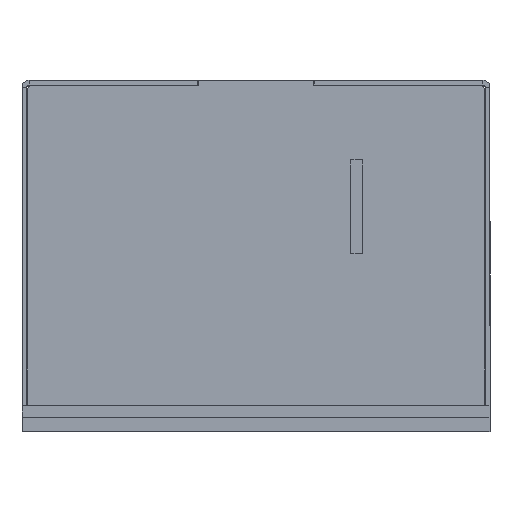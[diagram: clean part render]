
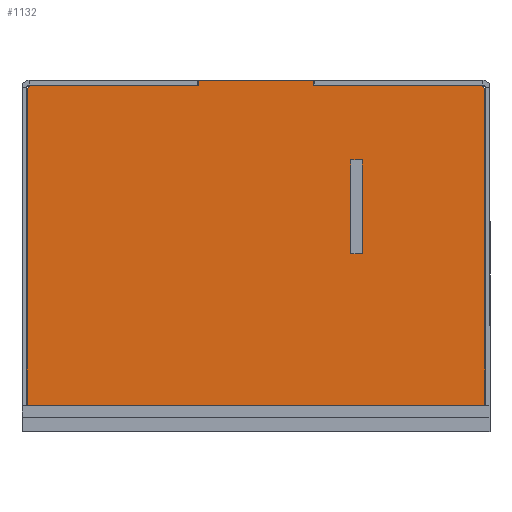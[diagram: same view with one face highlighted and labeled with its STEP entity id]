
A CAD part, top view. The second image highlights one B-rep face of the part: STEP entity #1132.
In plain terms, the highlighted face is planar.
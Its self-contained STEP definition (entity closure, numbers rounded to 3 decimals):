
#146 = FACE_BOUND ( 'NONE', #4274, .T. ) ;
#150 = FACE_OUTER_BOUND ( 'NONE', #4314, .T. ) ;
#886 = VECTOR ( 'NONE', #5254, 1000. ) ;
#888 = VECTOR ( 'NONE', #5256, 1000. ) ;
#889 = LINE ( 'NONE', #5255, #886 ) ;
#890 = VECTOR ( 'NONE', #5258, 1000. ) ;
#892 = VECTOR ( 'NONE', #4892, 1000. ) ;
#893 = LINE ( 'NONE', #5265, #888 ) ;
#894 = LINE ( 'NONE', #4894, #892 ) ;
#895 = VECTOR ( 'NONE', #5266, 1000. ) ;
#896 = CIRCLE ( 'NONE', #3060, 2. ) ;
#897 = VECTOR ( 'NONE', #5268, 1000. ) ;
#898 = LINE ( 'NONE', #5267, #895 ) ;
#899 = VECTOR ( 'NONE', #3670, 1000. ) ;
#900 = LINE ( 'NONE', #3685, #897 ) ;
#901 = VECTOR ( 'NONE', #3625, 1000. ) ;
#902 = LINE ( 'NONE', #3640, #899 ) ;
#903 = VECTOR ( 'NONE', #4935, 1000. ) ;
#904 = LINE ( 'NONE', #5269, #901 ) ;
#905 = LINE ( 'NONE', #4921, #903 ) ;
#906 = VECTOR ( 'NONE', #4899, 1000. ) ;
#907 = CIRCLE ( 'NONE', #3059, 2. ) ;
#908 = LINE ( 'NONE', #4904, #906 ) ;
#909 = VECTOR ( 'NONE', #4910, 1000. ) ;
#910 = LINE ( 'NONE', #4908, #911 ) ;
#911 = VECTOR ( 'NONE', #5072, 1000. ) ;
#924 = LINE ( 'NONE', #4926, #909 ) ;
#932 = LINE ( 'NONE', #5263, #890 ) ;
#1132 = ADVANCED_FACE ( 'NONE', ( #150, #146 ), #2512, .F. ) ;
#1243 = VERTEX_POINT ( 'NONE', #2469 ) ;
#1284 = VERTEX_POINT ( 'NONE', #2439 ) ;
#1302 = VERTEX_POINT ( 'NONE', #2419 ) ;
#1303 = VERTEX_POINT ( 'NONE', #2417 ) ;
#1308 = VERTEX_POINT ( 'NONE', #2410 ) ;
#1323 = VERTEX_POINT ( 'NONE', #2390 ) ;
#1330 = VERTEX_POINT ( 'NONE', #2381 ) ;
#1337 = VERTEX_POINT ( 'NONE', #2373 ) ;
#1364 = VERTEX_POINT ( 'NONE', #2347 ) ;
#1366 = ORIENTED_EDGE ( 'NONE', *, *, #3451, .T. ) ;
#1444 = VERTEX_POINT ( 'NONE', #2336 ) ;
#1482 = VERTEX_POINT ( 'NONE', #2332 ) ;
#1532 = ORIENTED_EDGE ( 'NONE', *, *, #3454, .T. ) ;
#1548 = ORIENTED_EDGE ( 'NONE', *, *, #3456, .T. ) ;
#1554 = ORIENTED_EDGE ( 'NONE', *, *, #3453, .T. ) ;
#1565 = VERTEX_POINT ( 'NONE', #2313 ) ;
#1575 = ORIENTED_EDGE ( 'NONE', *, *, #3455, .T. ) ;
#1599 = ORIENTED_EDGE ( 'NONE', *, *, #3450, .T. ) ;
#1607 = VERTEX_POINT ( 'NONE', #2308 ) ;
#1622 = ORIENTED_EDGE ( 'NONE', *, *, #3462, .F. ) ;
#1631 = ORIENTED_EDGE ( 'NONE', *, *, #3458, .T. ) ;
#1632 = ORIENTED_EDGE ( 'NONE', *, *, #3452, .T. ) ;
#1676 = VERTEX_POINT ( 'NONE', #2293 ) ;
#1690 = ORIENTED_EDGE ( 'NONE', *, *, #3457, .T. ) ;
#1692 = ORIENTED_EDGE ( 'NONE', *, *, #3459, .T. ) ;
#1696 = ORIENTED_EDGE ( 'NONE', *, *, #3463, .F. ) ;
#1703 = ORIENTED_EDGE ( 'NONE', *, *, #3461, .F. ) ;
#1726 = ORIENTED_EDGE ( 'NONE', *, *, #3460, .F. ) ;
#2293 = CARTESIAN_POINT ( 'NONE',  ( 138.25, 2., -64.75 ) ) ;
#2308 = CARTESIAN_POINT ( 'NONE',  ( 0., 2., 0. ) ) ;
#2313 = CARTESIAN_POINT ( 'NONE',  ( 122.5, 2., -136.5 ) ) ;
#2332 = CARTESIAN_POINT ( 'NONE',  ( 143.25, 2., -64.75 ) ) ;
#2336 = CARTESIAN_POINT ( 'NONE',  ( 138.25, 2., -104.75 ) ) ;
#2347 = CARTESIAN_POINT ( 'NONE',  ( 122.5, 2., -138.75 ) ) ;
#2373 = CARTESIAN_POINT ( 'NONE',  ( 73., 2., -136.5 ) ) ;
#2381 = CARTESIAN_POINT ( 'NONE',  ( 195.5, 2., 0. ) ) ;
#2390 = CARTESIAN_POINT ( 'NONE',  ( 193.5, 2., -136.5 ) ) ;
#2410 = CARTESIAN_POINT ( 'NONE',  ( 73., 2., -138.75 ) ) ;
#2417 = CARTESIAN_POINT ( 'NONE',  ( 195.5, 2., -134.5 ) ) ;
#2419 = CARTESIAN_POINT ( 'NONE',  ( 143.25, 2., -104.75 ) ) ;
#2439 = CARTESIAN_POINT ( 'NONE',  ( 2., 2., -136.5 ) ) ;
#2469 = CARTESIAN_POINT ( 'NONE',  ( 0., 2., -134.5 ) ) ;
#2503 = DIRECTION ( 'NONE',  ( 0., 0., -1. ) ) ;
#2504 = DIRECTION ( 'NONE',  ( 0., -1., 0. ) ) ;
#2512 = PLANE ( 'NONE',  #3017 ) ;
#2514 = CARTESIAN_POINT ( 'NONE',  ( 2., 2., -134.5 ) ) ;
#3017 = AXIS2_PLACEMENT_3D ( 'NONE', #2514, #2504, #2503 ) ;
#3059 = AXIS2_PLACEMENT_3D ( 'NONE', #4891, #4890, #4907 ) ;
#3060 = AXIS2_PLACEMENT_3D ( 'NONE', #5262, #5261, #5259 ) ;
#3450 = EDGE_CURVE ( 'NONE', #1607, #1330, #924, .T. ) ;
#3451 = EDGE_CURVE ( 'NONE', #1243, #1607, #910, .T. ) ;
#3452 = EDGE_CURVE ( 'NONE', #1330, #1303, #908, .T. ) ;
#3453 = EDGE_CURVE ( 'NONE', #1303, #1323, #907, .T. ) ;
#3454 = EDGE_CURVE ( 'NONE', #1323, #1565, #905, .T. ) ;
#3455 = EDGE_CURVE ( 'NONE', #1565, #1364, #904, .T. ) ;
#3456 = EDGE_CURVE ( 'NONE', #1364, #1308, #902, .T. ) ;
#3457 = EDGE_CURVE ( 'NONE', #1308, #1337, #900, .T. ) ;
#3458 = EDGE_CURVE ( 'NONE', #1337, #1284, #898, .T. ) ;
#3459 = EDGE_CURVE ( 'NONE', #1284, #1243, #896, .T. ) ;
#3460 = EDGE_CURVE ( 'NONE', #1444, #1676, #894, .T. ) ;
#3461 = EDGE_CURVE ( 'NONE', #1302, #1444, #932, .T. ) ;
#3462 = EDGE_CURVE ( 'NONE', #1482, #1302, #893, .T. ) ;
#3463 = EDGE_CURVE ( 'NONE', #1676, #1482, #889, .T. ) ;
#3625 = DIRECTION ( 'NONE',  ( 0., 0., -1. ) ) ;
#3640 = CARTESIAN_POINT ( 'NONE',  ( 73., 2., -138.75 ) ) ;
#3670 = DIRECTION ( 'NONE',  ( -1., 0., 0. ) ) ;
#3685 = CARTESIAN_POINT ( 'NONE',  ( 73., 2., -136.5 ) ) ;
#4274 = EDGE_LOOP ( 'NONE', ( #1726, #1703, #1622, #1696 ) ) ;
#4314 = EDGE_LOOP ( 'NONE', ( #1366, #1599, #1632, #1554, #1532, #1575, #1548, #1690, #1631, #1692 ) ) ;
#4890 = DIRECTION ( 'NONE',  ( 0., 1., 0. ) ) ;
#4891 = CARTESIAN_POINT ( 'NONE',  ( 193.5, 2., -134.5 ) ) ;
#4892 = DIRECTION ( 'NONE',  ( 0., 0., 1. ) ) ;
#4894 = CARTESIAN_POINT ( 'NONE',  ( 138.25, 2., -104.75 ) ) ;
#4899 = DIRECTION ( 'NONE',  ( 0., 0., -1. ) ) ;
#4904 = CARTESIAN_POINT ( 'NONE',  ( 195.5, 2., 0. ) ) ;
#4907 = DIRECTION ( 'NONE',  ( 0., 0., -1. ) ) ;
#4908 = CARTESIAN_POINT ( 'NONE',  ( 0., 2., 0. ) ) ;
#4910 = DIRECTION ( 'NONE',  ( 1., 0., 0. ) ) ;
#4921 = CARTESIAN_POINT ( 'NONE',  ( 122.5, 2., -136.5 ) ) ;
#4926 = CARTESIAN_POINT ( 'NONE',  ( 0., 2., 0. ) ) ;
#4935 = DIRECTION ( 'NONE',  ( -1., 0., 0. ) ) ;
#5072 = DIRECTION ( 'NONE',  ( 0., 0., 1. ) ) ;
#5254 = DIRECTION ( 'NONE',  ( 1., 0., 0. ) ) ;
#5255 = CARTESIAN_POINT ( 'NONE',  ( 138.25, 2., -64.75 ) ) ;
#5256 = DIRECTION ( 'NONE',  ( 0., 0., -1. ) ) ;
#5258 = DIRECTION ( 'NONE',  ( -1., 0., 0. ) ) ;
#5259 = DIRECTION ( 'NONE',  ( 0., 0., -1. ) ) ;
#5261 = DIRECTION ( 'NONE',  ( 0., 1., 0. ) ) ;
#5262 = CARTESIAN_POINT ( 'NONE',  ( 2., 2., -134.5 ) ) ;
#5263 = CARTESIAN_POINT ( 'NONE',  ( 138.25, 2., -104.75 ) ) ;
#5265 = CARTESIAN_POINT ( 'NONE',  ( 143.25, 2., -104.75 ) ) ;
#5266 = DIRECTION ( 'NONE',  ( -1., 0., 0. ) ) ;
#5267 = CARTESIAN_POINT ( 'NONE',  ( 2., 2., -136.5 ) ) ;
#5268 = DIRECTION ( 'NONE',  ( 0., 0., 1. ) ) ;
#5269 = CARTESIAN_POINT ( 'NONE',  ( 122.5, 2., -138.75 ) ) ;
